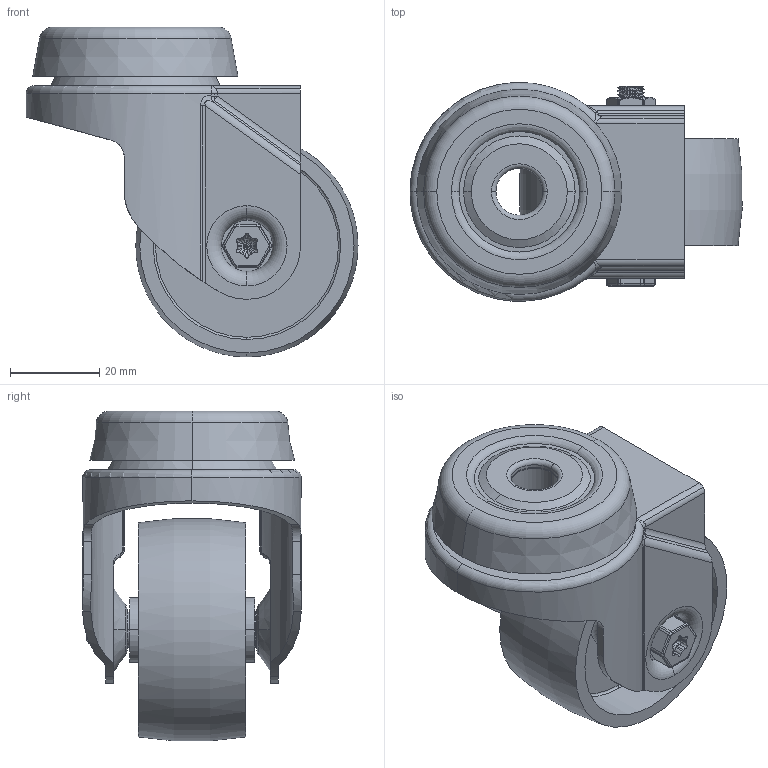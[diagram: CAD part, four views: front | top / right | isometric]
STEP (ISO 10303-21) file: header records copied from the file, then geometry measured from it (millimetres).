
FILE_DESCRIPTION(('STEP AP203'),'1');
FILE_NAME('BZRA50NYBH10.STEP','2023-05-24T10:28:44',(' '),(' '),'Spatial InterOp 3D',' ',' ');
FILE_SCHEMA(('CONFIG_CONTROL_DESIGN'));
Length unit declared in the file: metre
Products named in the file (12): BZRA50ASBH10; ZINC PLATED PRESSED STEEL FORKS; ZINC PLATED PRESSED STEEL HEAD; BZRA50NYBH10; BZL50WNY28; NYLON WHEEL; TUBEM8X30; ZINC PLATED AXLE TUBE; BOLTBZRA6MM; ZINC PLATED AXLE BOLT; NM6GR8HALFGR8; ZINC PLATED LOCKING NUT
Assembly tree (11 placements, depth 3):
  BZRA50NYBH10
    BZRA50ASBH10
      ZINC PLATED PRESSED STEEL FORKS
      ZINC PLATED PRESSED STEEL HEAD
    BZL50WNY28
      NYLON WHEEL
    TUBEM8X30
      ZINC PLATED AXLE TUBE
    BOLTBZRA6MM
      ZINC PLATED AXLE BOLT
    NM6GR8HALFGR8
      ZINC PLATED LOCKING NUT
Bounding box: 74.39 x 48.99 x 73.89 mm (x, y, z)
Volume: 39911.4 mm3; surface area: 36878.1 mm2
Topology: 6 solids, 6 shells, 390 faces, 963 edges, 598 vertices
Faces by surface type: cylinder 172, torus 70, plane 58, cone 44, bspline 42, sphere 4
Entity records: 32231 total; most frequent: CARTESIAN_POINT 22473, DIRECTION 1987, ORIENTED_EDGE 1910, EDGE_CURVE 955, AXIS2_PLACEMENT_3D 864, VERTEX_POINT 598, CIRCLE 489, EDGE_LOOP 425
